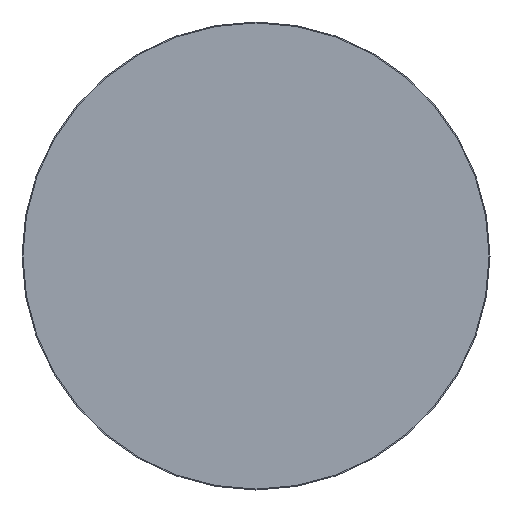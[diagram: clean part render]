
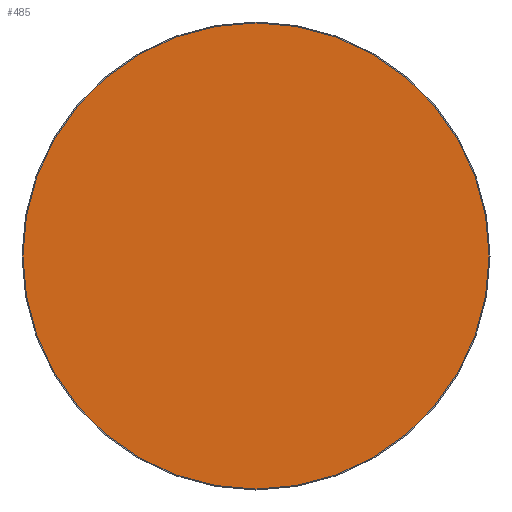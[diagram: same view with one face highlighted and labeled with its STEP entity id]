
A CAD part, front view. The second image highlights one B-rep face of the part: STEP entity #485.
In plain terms, the highlighted planar face has unit normal (0, -1, 0).
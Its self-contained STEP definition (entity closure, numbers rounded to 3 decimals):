
#34 = ORIENTED_EDGE ( 'NONE', *, *, #1728, .T. ) ;
#79 = AXIS2_PLACEMENT_3D ( 'NONE', #1018, #1421, #334 ) ;
#233 = CIRCLE ( 'NONE', #460, 49.8 ) ;
#316 = VERTEX_POINT ( 'NONE', #1190 ) ;
#334 = DIRECTION ( 'NONE',  ( -1., 0., 0. ) ) ;
#460 = AXIS2_PLACEMENT_3D ( 'NONE', #650, #1714, #523 ) ;
#485 = ADVANCED_FACE ( 'NONE', ( #1152 ), #1281, .F. ) ;
#523 = DIRECTION ( 'NONE',  ( 1., 0., 0. ) ) ;
#546 = CIRCLE ( 'NONE', #1405, 49.8 ) ;
#630 = DIRECTION ( 'NONE',  ( 1., 0., 0. ) ) ;
#650 = CARTESIAN_POINT ( 'NONE',  ( 0., 0., 0. ) ) ;
#704 = ORIENTED_EDGE ( 'NONE', *, *, #1352, .T. ) ;
#877 = EDGE_LOOP ( 'NONE', ( #704, #34 ) ) ;
#1018 = CARTESIAN_POINT ( 'NONE',  ( 0., 0., 0. ) ) ;
#1152 = FACE_OUTER_BOUND ( 'NONE', #877, .T. ) ;
#1190 = CARTESIAN_POINT ( 'NONE',  ( -49.8, 0., 0. ) ) ;
#1227 = VERTEX_POINT ( 'NONE', #1676 ) ;
#1281 = PLANE ( 'NONE',  #79 ) ;
#1352 = EDGE_CURVE ( 'NONE', #1227, #316, #233, .T. ) ;
#1405 = AXIS2_PLACEMENT_3D ( 'NONE', #1437, #1695, #630 ) ;
#1421 = DIRECTION ( 'NONE',  ( 0., 1., 0. ) ) ;
#1437 = CARTESIAN_POINT ( 'NONE',  ( 0., 0., 0. ) ) ;
#1676 = CARTESIAN_POINT ( 'NONE',  ( 49.8, 0., 0. ) ) ;
#1695 = DIRECTION ( 'NONE',  ( 0., -1., 0. ) ) ;
#1714 = DIRECTION ( 'NONE',  ( 0., -1., 0. ) ) ;
#1728 = EDGE_CURVE ( 'NONE', #316, #1227, #546, .T. ) ;
